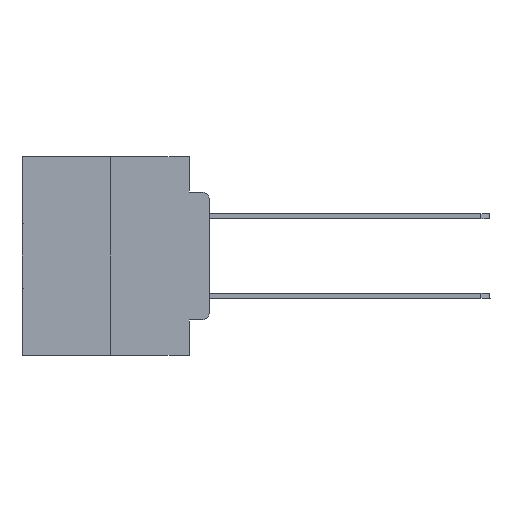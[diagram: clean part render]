
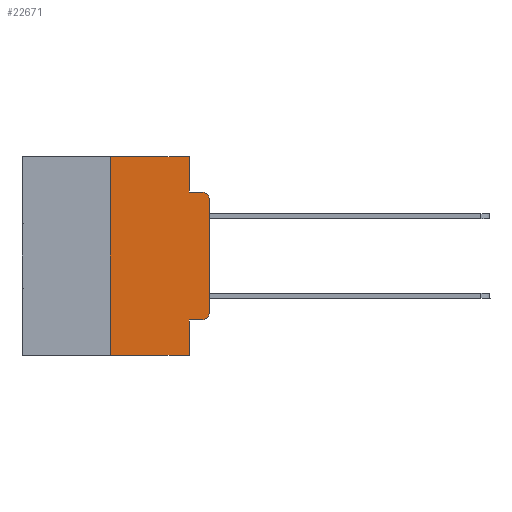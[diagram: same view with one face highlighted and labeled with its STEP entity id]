
A CAD part, left-side view. The second image highlights one B-rep face of the part: STEP entity #22671.
In plain terms, the highlighted planar face has unit normal (-1, 0, 0).
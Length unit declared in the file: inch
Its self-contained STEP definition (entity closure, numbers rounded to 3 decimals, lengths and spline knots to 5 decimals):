
#255 = DIRECTION ( 'NONE',  ( 0., 0., -1. ) ) ;
#1118 = CARTESIAN_POINT ( 'NONE',  ( 0., 0.051, 0. ) ) ;
#1380 = VERTEX_POINT ( 'NONE', #20817 ) ;
#1932 = VERTEX_POINT ( 'NONE', #13382 ) ;
#1933 = DIRECTION ( 'NONE',  ( -1., 0., 0. ) ) ;
#2137 = ORIENTED_EDGE ( 'NONE', *, *, #3041, .T. ) ;
#2928 = CIRCLE ( 'NONE', #4693, 0.02 ) ;
#3041 = EDGE_CURVE ( 'NONE', #6854, #31201, #23413, .T. ) ;
#3231 = AXIS2_PLACEMENT_3D ( 'NONE', #4903, #21908, #7284 ) ;
#3256 = ORIENTED_EDGE ( 'NONE', *, *, #11645, .T. ) ;
#3638 = CARTESIAN_POINT ( 'NONE',  ( 0., 0.25, -0.5 ) ) ;
#4077 = LINE ( 'NONE', #12412, #6799 ) ;
#4693 = AXIS2_PLACEMENT_3D ( 'NONE', #27138, #29609, #255 ) ;
#4903 = CARTESIAN_POINT ( 'NONE',  ( 0., 0.473, 0. ) ) ;
#5111 = DIRECTION ( 'NONE',  ( 0., 0., 1. ) ) ;
#5120 = LINE ( 'NONE', #12610, #18925 ) ;
#5411 = VERTEX_POINT ( 'NONE', #29145 ) ;
#5476 = EDGE_CURVE ( 'NONE', #6854, #20635, #4077, .T. ) ;
#6162 = DIRECTION ( 'NONE',  ( 0., -1., 0. ) ) ;
#6799 = VECTOR ( 'NONE', #5111, 39.37008 ) ;
#6854 = VERTEX_POINT ( 'NONE', #3638 ) ;
#7108 = CARTESIAN_POINT ( 'NONE',  ( 0., 0.051, -0.5 ) ) ;
#7277 = DIRECTION ( 'NONE',  ( 0., -1., 0. ) ) ;
#7284 = DIRECTION ( 'NONE',  ( 0., 0., -1. ) ) ;
#7733 = CARTESIAN_POINT ( 'NONE',  ( 0., 0.051, -0.4115 ) ) ;
#7756 = VECTOR ( 'NONE', #6162, 39.37008 ) ;
#7976 = EDGE_CURVE ( 'NONE', #21758, #1380, #5120, .T. ) ;
#8338 = CARTESIAN_POINT ( 'NONE',  ( 0., 0., -0.3915 ) ) ;
#8524 = CARTESIAN_POINT ( 'NONE',  ( 0., 0.473, -0.5 ) ) ;
#8897 = FACE_OUTER_BOUND ( 'NONE', #13385, .T. ) ;
#10003 = ORIENTED_EDGE ( 'NONE', *, *, #26991, .F. ) ;
#10152 = AXIS2_PLACEMENT_3D ( 'NONE', #28515, #1933, #31297 ) ;
#10820 = CARTESIAN_POINT ( 'NONE',  ( 0., 0.02, -0.4115 ) ) ;
#10834 = EDGE_CURVE ( 'NONE', #27554, #29993, #20985, .T. ) ;
#11346 = EDGE_CURVE ( 'NONE', #29993, #5411, #28913, .T. ) ;
#11466 = ORIENTED_EDGE ( 'NONE', *, *, #5476, .F. ) ;
#11645 = EDGE_CURVE ( 'NONE', #5411, #1380, #2928, .T. ) ;
#12306 = LINE ( 'NONE', #1118, #18808 ) ;
#12412 = CARTESIAN_POINT ( 'NONE',  ( 0., 0.25, 0. ) ) ;
#12610 = CARTESIAN_POINT ( 'NONE',  ( 0., 0.051, -0.0885 ) ) ;
#13382 = CARTESIAN_POINT ( 'NONE',  ( 0., 0.051, 0. ) ) ;
#13385 = EDGE_LOOP ( 'NONE', ( #14989, #3256, #15244, #16899, #23502, #11466, #2137, #10003, #31093, #29109 ) ) ;
#13412 = DIRECTION ( 'NONE',  ( 0., 0., 1. ) ) ;
#13883 = VECTOR ( 'NONE', #7277, 39.37008 ) ;
#14631 = EDGE_CURVE ( 'NONE', #15630, #27554, #22640, .T. ) ;
#14989 = ORIENTED_EDGE ( 'NONE', *, *, #11346, .T. ) ;
#15244 = ORIENTED_EDGE ( 'NONE', *, *, #7976, .F. ) ;
#15630 = VERTEX_POINT ( 'NONE', #7733 ) ;
#15846 = DIRECTION ( 'NONE',  ( 0., -1., 0. ) ) ;
#15959 = VECTOR ( 'NONE', #13412, 39.37008 ) ;
#16261 = EDGE_CURVE ( 'NONE', #1932, #21758, #21415, .T. ) ;
#16899 = ORIENTED_EDGE ( 'NONE', *, *, #16261, .F. ) ;
#17618 = VECTOR ( 'NONE', #15846, 39.37008 ) ;
#17768 = EDGE_CURVE ( 'NONE', #20635, #1932, #20263, .T. ) ;
#17871 = DIRECTION ( 'NONE',  ( 0., 0., -1. ) ) ;
#18610 = CARTESIAN_POINT ( 'NONE',  ( 0., 0.051, -0.0885 ) ) ;
#18808 = VECTOR ( 'NONE', #27909, 39.37008 ) ;
#18925 = VECTOR ( 'NONE', #19867, 39.37008 ) ;
#19584 = PLANE ( 'NONE',  #3231 ) ;
#19867 = DIRECTION ( 'NONE',  ( 0., -1., 0. ) ) ;
#20199 = CARTESIAN_POINT ( 'NONE',  ( 0., 0.051, 0. ) ) ;
#20263 = LINE ( 'NONE', #30454, #17618 ) ;
#20635 = VERTEX_POINT ( 'NONE', #24942 ) ;
#20817 = CARTESIAN_POINT ( 'NONE',  ( 0., 0.02, -0.0885 ) ) ;
#20985 = CIRCLE ( 'NONE', #10152, 0.02 ) ;
#21415 = LINE ( 'NONE', #20199, #24843 ) ;
#21758 = VERTEX_POINT ( 'NONE', #18610 ) ;
#21908 = DIRECTION ( 'NONE',  ( 1., 0., 0. ) ) ;
#22640 = LINE ( 'NONE', #29049, #13883 ) ;
#22671 = ADVANCED_FACE ( 'NONE', ( #8897 ), #19584, .F. ) ;
#23413 = LINE ( 'NONE', #8524, #7756 ) ;
#23502 = ORIENTED_EDGE ( 'NONE', *, *, #17768, .F. ) ;
#24843 = VECTOR ( 'NONE', #17871, 39.37008 ) ;
#24942 = CARTESIAN_POINT ( 'NONE',  ( 0., 0.25, 0. ) ) ;
#25552 = CARTESIAN_POINT ( 'NONE',  ( 0., 0., 0. ) ) ;
#26991 = EDGE_CURVE ( 'NONE', #15630, #31201, #12306, .T. ) ;
#27138 = CARTESIAN_POINT ( 'NONE',  ( 0., 0.02, -0.1085 ) ) ;
#27554 = VERTEX_POINT ( 'NONE', #10820 ) ;
#27909 = DIRECTION ( 'NONE',  ( 0., 0., -1. ) ) ;
#28515 = CARTESIAN_POINT ( 'NONE',  ( 0., 0.02, -0.3915 ) ) ;
#28913 = LINE ( 'NONE', #25552, #15959 ) ;
#29049 = CARTESIAN_POINT ( 'NONE',  ( 0., 0.051, -0.4115 ) ) ;
#29109 = ORIENTED_EDGE ( 'NONE', *, *, #10834, .T. ) ;
#29145 = CARTESIAN_POINT ( 'NONE',  ( 0., 0., -0.1085 ) ) ;
#29609 = DIRECTION ( 'NONE',  ( -1., 0., 0. ) ) ;
#29993 = VERTEX_POINT ( 'NONE', #8338 ) ;
#30454 = CARTESIAN_POINT ( 'NONE',  ( 0., 0.473, 0. ) ) ;
#31093 = ORIENTED_EDGE ( 'NONE', *, *, #14631, .T. ) ;
#31201 = VERTEX_POINT ( 'NONE', #7108 ) ;
#31297 = DIRECTION ( 'NONE',  ( 0., 0., -1. ) ) ;
